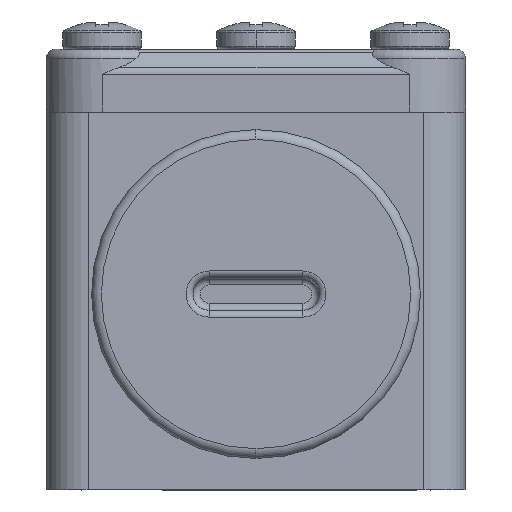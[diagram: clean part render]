
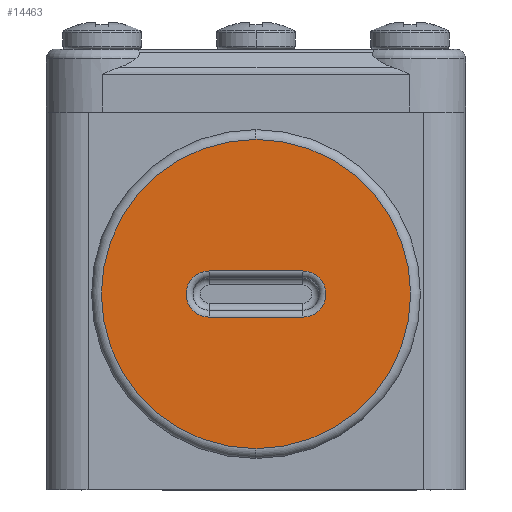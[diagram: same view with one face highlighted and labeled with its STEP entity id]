
A CAD part, front view. The second image highlights one B-rep face of the part: STEP entity #14463.
In plain terms, the highlighted planar face has unit normal (0, -1, 0).
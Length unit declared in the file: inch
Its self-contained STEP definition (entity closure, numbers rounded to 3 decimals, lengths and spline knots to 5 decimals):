
#211 = DIRECTION ( 'NONE',  ( 0., -1., 0. ) ) ;
#834 = FACE_OUTER_BOUND ( 'NONE', #27662, .T. ) ;
#935 = EDGE_CURVE ( 'NONE', #26796, #33344, #22198, .T. ) ;
#1298 = CARTESIAN_POINT ( 'NONE',  ( 0.13189, -0.03937, 0.61614 ) ) ;
#3186 = EDGE_CURVE ( 'NONE', #24529, #13102, #15712, .T. ) ;
#3869 = ORIENTED_EDGE ( 'NONE', *, *, #935, .T. ) ;
#6366 = ORIENTED_EDGE ( 'NONE', *, *, #3186, .T. ) ;
#7002 = CARTESIAN_POINT ( 'NONE',  ( 0., -0.03937, 0.98622 ) ) ;
#8142 = CARTESIAN_POINT ( 'NONE',  ( -0.13189, -0.03937, 0.48622 ) ) ;
#8961 = CARTESIAN_POINT ( 'NONE',  ( 0., -0.03937, 1.01378 ) ) ;
#10292 = CARTESIAN_POINT ( 'NONE',  ( -0.13189, -0.03937, 0.61614 ) ) ;
#10773 = EDGE_CURVE ( 'NONE', #23636, #24529, #19191, .T. ) ;
#10830 = AXIS2_PLACEMENT_3D ( 'NONE', #28630, #11842, #31442 ) ;
#11817 = DIRECTION ( 'NONE',  ( 0., 1., 0. ) ) ;
#11842 = DIRECTION ( 'NONE',  ( 0., 1., 0. ) ) ;
#13102 = VERTEX_POINT ( 'NONE', #17631 ) ;
#14463 = ADVANCED_FACE ( 'NONE', ( #15899, #834 ), #28611, .F. ) ;
#15712 = CIRCLE ( 'NONE', #19831, 0.06496 ) ;
#15899 = FACE_BOUND ( 'NONE', #18356, .T. ) ;
#16551 = VERTEX_POINT ( 'NONE', #8142 ) ;
#17183 = CARTESIAN_POINT ( 'NONE',  ( 0., -0.03937, 0.55118 ) ) ;
#17186 = ORIENTED_EDGE ( 'NONE', *, *, #18239, .T. ) ;
#17631 = CARTESIAN_POINT ( 'NONE',  ( 0.13189, -0.03937, 0.48622 ) ) ;
#17654 = DIRECTION ( 'NONE',  ( 1., 0., 0. ) ) ;
#18239 = EDGE_CURVE ( 'NONE', #33344, #26796, #18514, .T. ) ;
#18356 = EDGE_LOOP ( 'NONE', ( #22718, #22926, #36416, #6366 ) ) ;
#18514 = CIRCLE ( 'NONE', #22788, 0.43504 ) ;
#18867 = CARTESIAN_POINT ( 'NONE',  ( 0., -0.03937, 0.48622 ) ) ;
#19191 = LINE ( 'NONE', #25980, #29645 ) ;
#19831 = AXIS2_PLACEMENT_3D ( 'NONE', #33612, #33535, #33164 ) ;
#20001 = DIRECTION ( 'NONE',  ( 0., 0., 1. ) ) ;
#20234 = EDGE_CURVE ( 'NONE', #16551, #23636, #24945, .T. ) ;
#22100 = EDGE_CURVE ( 'NONE', #13102, #16551, #22238, .T. ) ;
#22198 = CIRCLE ( 'NONE', #33779, 0.43504 ) ;
#22238 = LINE ( 'NONE', #18867, #30557 ) ;
#22718 = ORIENTED_EDGE ( 'NONE', *, *, #22100, .T. ) ;
#22788 = AXIS2_PLACEMENT_3D ( 'NONE', #17183, #211, #20001 ) ;
#22926 = ORIENTED_EDGE ( 'NONE', *, *, #20234, .T. ) ;
#23636 = VERTEX_POINT ( 'NONE', #10292 ) ;
#24477 = DIRECTION ( 'NONE',  ( -1., 0., 0. ) ) ;
#24529 = VERTEX_POINT ( 'NONE', #1298 ) ;
#24945 = CIRCLE ( 'NONE', #10830, 0.06496 ) ;
#25980 = CARTESIAN_POINT ( 'NONE',  ( 0., -0.03937, 0.61614 ) ) ;
#26796 = VERTEX_POINT ( 'NONE', #31111 ) ;
#27662 = EDGE_LOOP ( 'NONE', ( #17186, #3869 ) ) ;
#28611 = PLANE ( 'NONE',  #30679 ) ;
#28630 = CARTESIAN_POINT ( 'NONE',  ( -0.13189, -0.03937, 0.55118 ) ) ;
#29645 = VECTOR ( 'NONE', #17654, 39.37008 ) ;
#30557 = VECTOR ( 'NONE', #24477, 39.37008 ) ;
#30679 = AXIS2_PLACEMENT_3D ( 'NONE', #8961, #11817, #31428 ) ;
#31111 = CARTESIAN_POINT ( 'NONE',  ( 0., -0.03937, 0.11614 ) ) ;
#31289 = DIRECTION ( 'NONE',  ( 0., 0., 1. ) ) ;
#31296 = DIRECTION ( 'NONE',  ( 0., -1., 0. ) ) ;
#31335 = CARTESIAN_POINT ( 'NONE',  ( 0., -0.03937, 0.55118 ) ) ;
#31428 = DIRECTION ( 'NONE',  ( 0., 0., 1. ) ) ;
#31442 = DIRECTION ( 'NONE',  ( 0., 0., 1. ) ) ;
#33164 = DIRECTION ( 'NONE',  ( 0., 0., 1. ) ) ;
#33344 = VERTEX_POINT ( 'NONE', #7002 ) ;
#33535 = DIRECTION ( 'NONE',  ( 0., 1., 0. ) ) ;
#33612 = CARTESIAN_POINT ( 'NONE',  ( 0.13189, -0.03937, 0.55118 ) ) ;
#33779 = AXIS2_PLACEMENT_3D ( 'NONE', #31335, #31296, #31289 ) ;
#36416 = ORIENTED_EDGE ( 'NONE', *, *, #10773, .T. ) ;
